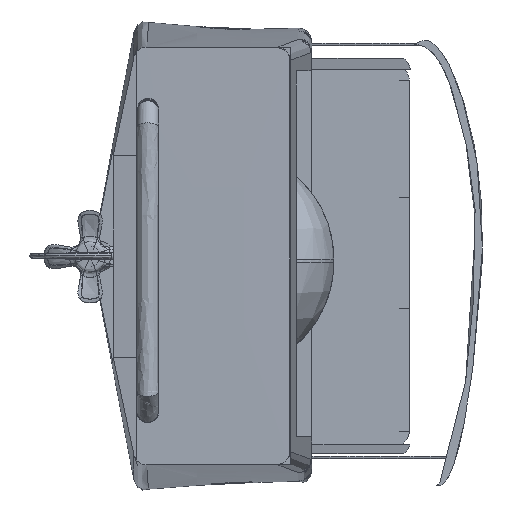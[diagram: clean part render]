
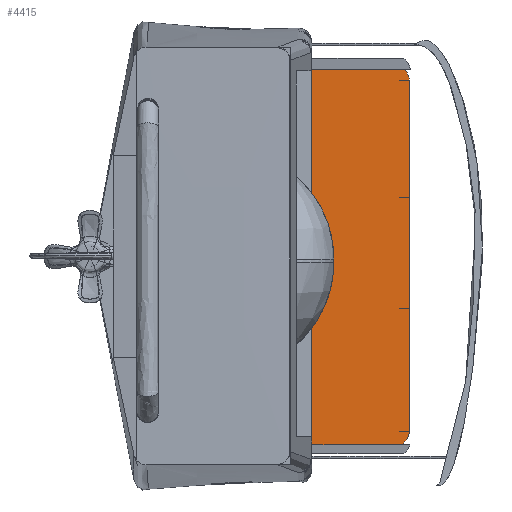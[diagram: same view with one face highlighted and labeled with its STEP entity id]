
A CAD part, left-side view. The second image highlights one B-rep face of the part: STEP entity #4415.
In plain terms, the highlighted free-form (B-spline) face has degree [1, 1] with [2, 2] control points.
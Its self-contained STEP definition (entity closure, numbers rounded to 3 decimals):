
#4297 = VERTEX_POINT('',#4298);
#4298 = CARTESIAN_POINT('',(14.15,-26.921,
    54.457));
#4303 = EDGE_CURVE('',#4297,#4304,#4306,.T.);
#4304 = VERTEX_POINT('',#4305);
#4305 = CARTESIAN_POINT('',(14.15,-28.423,
    51.245));
#4306 = ( BOUNDED_CURVE() B_SPLINE_CURVE(2,(#4307,#4308,#4309),
.UNSPECIFIED.,.F.,.F.) B_SPLINE_CURVE_WITH_KNOTS((3,3),(5.758,
6.283),.PIECEWISE_BEZIER_KNOTS.) CURVE() 
GEOMETRIC_REPRESENTATION_ITEM() RATIONAL_B_SPLINE_CURVE((1.,
0.966,1.)) REPRESENTATION_ITEM('') );
#4307 = CARTESIAN_POINT('',(14.15,-26.921,
    54.457));
#4308 = CARTESIAN_POINT('',(14.15,-28.423,
    52.967));
#4309 = CARTESIAN_POINT('',(14.15,-28.423,
    51.245));
#4357 = VERTEX_POINT('',#4358);
#4358 = CARTESIAN_POINT('',(14.15,0.,-55.085));
#4363 = EDGE_CURVE('',#4357,#4364,#4366,.T.);
#4364 = VERTEX_POINT('',#4365);
#4365 = CARTESIAN_POINT('',(14.15,0.,54.457));
#4366 = B_SPLINE_CURVE_WITH_KNOTS('',1,(#4367,#4368),.UNSPECIFIED.,.F.,
  .F.,(2,2),(-21.499,64.007),.PIECEWISE_BEZIER_KNOTS.);
#4367 = CARTESIAN_POINT('',(14.15,0.,-55.085));
#4368 = CARTESIAN_POINT('',(14.15,0.,54.457));
#4398 = EDGE_CURVE('',#4399,#4304,#4401,.T.);
#4399 = VERTEX_POINT('',#4400);
#4400 = CARTESIAN_POINT('',(14.15,-28.423,
    -51.245));
#4401 = B_SPLINE_CURVE_WITH_KNOTS('',1,(#4402,#4403),.UNSPECIFIED.,.F.,
  .F.,(2,2),(-18.501,61.499),.PIECEWISE_BEZIER_KNOTS.);
#4402 = CARTESIAN_POINT('',(14.15,-28.423,
    -51.245));
#4403 = CARTESIAN_POINT('',(14.15,-28.423,
    51.245));
#4415 = ADVANCED_FACE('',(#4416),#4439,.F.);
#4416 = FACE_BOUND('',#4417,.T.);
#4417 = EDGE_LOOP('',(#4418,#4419,#4424,#4425,#4432,#4438));
#4418 = ORIENTED_EDGE('',*,*,#4303,.F.);
#4419 = ORIENTED_EDGE('',*,*,#4420,.F.);
#4420 = EDGE_CURVE('',#4364,#4297,#4421,.T.);
#4421 = B_SPLINE_CURVE_WITH_KNOTS('',1,(#4422,#4423),.UNSPECIFIED.,.F.,
  .F.,(2,2),(0.,21.014),.PIECEWISE_BEZIER_KNOTS.);
#4422 = CARTESIAN_POINT('',(14.15,0.,54.457));
#4423 = CARTESIAN_POINT('',(14.15,-26.921,
    54.457));
#4424 = ORIENTED_EDGE('',*,*,#4363,.F.);
#4425 = ORIENTED_EDGE('',*,*,#4426,.F.);
#4426 = EDGE_CURVE('',#4427,#4357,#4429,.T.);
#4427 = VERTEX_POINT('',#4428);
#4428 = CARTESIAN_POINT('',(14.15,-26.2,
    -55.085));
#4429 = B_SPLINE_CURVE_WITH_KNOTS('',1,(#4430,#4431),.UNSPECIFIED.,.F.,
  .F.,(2,2),(-20.451,0.),.PIECEWISE_BEZIER_KNOTS.);
#4430 = CARTESIAN_POINT('',(14.15,-26.2,
    -55.085));
#4431 = CARTESIAN_POINT('',(14.15,0.,-55.085));
#4432 = ORIENTED_EDGE('',*,*,#4433,.F.);
#4433 = EDGE_CURVE('',#4399,#4427,#4434,.T.);
#4434 = ( BOUNDED_CURVE() B_SPLINE_CURVE(2,(#4435,#4436,#4437),
.UNSPECIFIED.,.F.,.F.) B_SPLINE_CURVE_WITH_KNOTS((3,3),(0.,
0.643),.PIECEWISE_BEZIER_KNOTS.) CURVE() 
GEOMETRIC_REPRESENTATION_ITEM() RATIONAL_B_SPLINE_CURVE((1.,
0.949,1.)) REPRESENTATION_ITEM('') );
#4435 = CARTESIAN_POINT('',(14.15,-28.423,
    -51.245));
#4436 = CARTESIAN_POINT('',(14.15,-28.423,
    -53.378));
#4437 = CARTESIAN_POINT('',(14.15,-26.2,
    -55.085));
#4438 = ORIENTED_EDGE('',*,*,#4398,.T.);
#4439 = B_SPLINE_SURFACE_WITH_KNOTS('',1,1,(
    (#4440,#4441)
    ,(#4442,#4443
    )),.UNSPECIFIED.,.F.,.F.,.F.,(2,2),(2,2),(-85.505,0.),(
    -22.186,0.),.PIECEWISE_BEZIER_KNOTS.);
#4440 = CARTESIAN_POINT('',(14.15,-28.423,
    54.457));
#4441 = CARTESIAN_POINT('',(14.15,0.,54.457));
#4442 = CARTESIAN_POINT('',(14.15,-28.423,
    -55.085));
#4443 = CARTESIAN_POINT('',(14.15,0.,-55.085));
